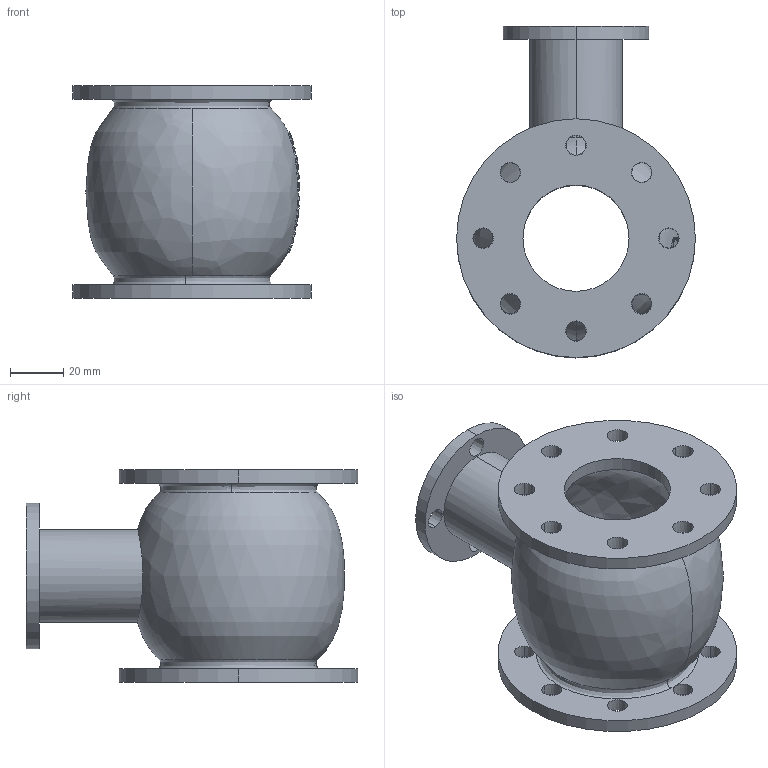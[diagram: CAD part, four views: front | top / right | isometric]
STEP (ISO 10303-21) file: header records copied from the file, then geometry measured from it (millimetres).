
FILE_DESCRIPTION (( 'STEP AP214' ), '1' );
FILE_NAME ('globe valve.STEP', '2021-12-31T09:11:10', ( 'Asus' ), ( '' ), 'SwSTEP 2.0', 'SolidWorks 2020', '' );
FILE_SCHEMA (( 'AUTOMOTIVE_DESIGN' ));
Length unit declared in the file: millimetre
Products named in the file (1): globe valve
Bounding box: 90 x 125 x 80 mm (x, y, z)
Volume: 137215.9 mm3; surface area: 65492.7 mm2
Topology: 1 solids, 1 shells, 182 faces, 488 edges, 324 vertices
Faces by surface type: bspline 122, cone 40, cylinder 14, plane 6
Entity records: 16991 total; most frequent: CARTESIAN_POINT 13206, ORIENTED_EDGE 976, EDGE_CURVE 488, DIRECTION 400, VERTEX_POINT 324, B_SPLINE_CURVE_WITH_KNOTS 322, EDGE_LOOP 242, ADVANCED_FACE 182
